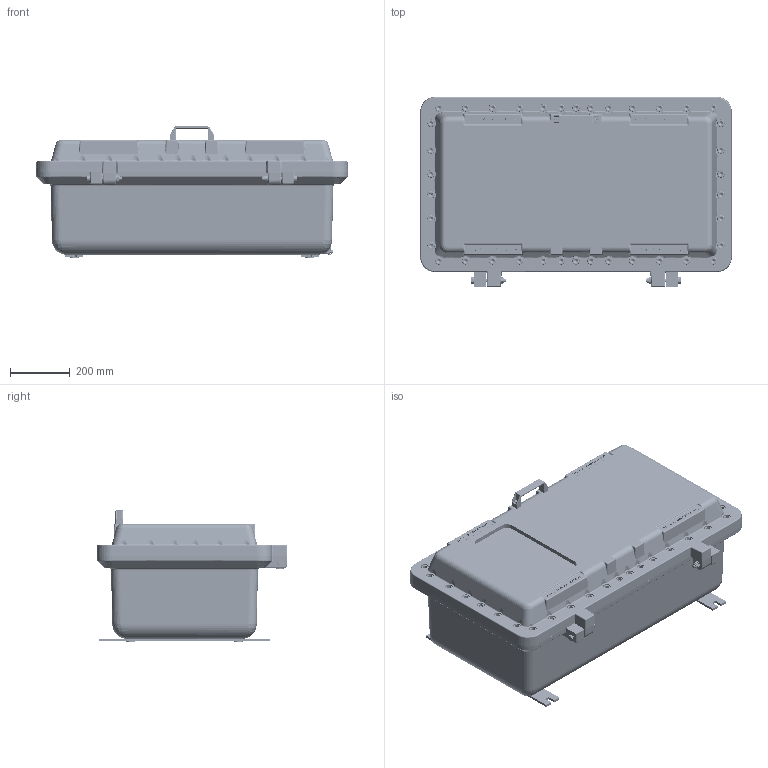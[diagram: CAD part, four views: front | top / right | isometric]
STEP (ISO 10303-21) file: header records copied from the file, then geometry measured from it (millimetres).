
FILE_DESCRIPTION((''),'2;1');
FILE_NAME('ЩОРВ1045839-О1634_М2 (IP67).stp','2020-12-15T09:37:39',('V.V.Lyapin'),(''),'Autodesk Inventor 2012','Autodesk Inventor 2012','');
FILE_SCHEMA(('AUTOMOTIVE_DESIGN { 1 0 10303 214 1 1 1 1 }'));
Length unit declared in the file: millimetre
Products named in the file (20): ЩОРВ1045839-О1634_М2 (IP67); E0021-01(ЧО;RAL;МО); E0021-03(ЧО;RAL;МО)окно 1634( IP67); РУЧКА M.443 N-CH; DIN933 M6x8 A2 ground; A0260-24; A0023-63; DIN 125-1 A A 13; DIN 7991 - заменено на DIN EN ISO 10642 M16  x  30; DIN 912 - заменено на DIN EN ISO 4762 M8 x 20; DIN 912 - заменено на DIN EN ISO 4762 M16 x 60; DIN 933 - заменено на DIN EN 24017 M12  x 110; DIN 985 - заменено на DIN EN ISO 10511 M12; Уплот ЩОРВ1045838; DIN 127 - удалено A 6; DIN 125-1 A A 6,4; A0199-33; A0199-05; DIN 933 - заменено на DIN EN 24017 M6  x 12; Silicon N арт. wcnЩОРВ1045839-О1634 10 мм
Assembly tree (80 placements, depth 2):
  ЩОРВ1045839-О1634_М2 (IP67)
    E0021-01(ЧО;RAL;МО)
    E0021-03(ЧО;RAL;МО)окно 1634( IP67)
    РУЧКА M.443 N-CH
    DIN933 M6x8 A2 ground  x3
    A0260-24  x3
    A0023-63  x2
    DIN 125-1 A A 13  x4
    DIN 7991 - заменено на DIN EN ISO 10642 M16  x  30  x4
    DIN 912 - заменено на DIN EN ISO 4762 M8 x 20  x2
    DIN 912 - заменено на DIN EN ISO 4762 M16 x 60  x38
    DIN 933 - заменено на DIN EN 24017 M12  x 110  x2
    DIN 985 - заменено на DIN EN ISO 10511 M12  x2
    Уплот ЩОРВ1045838
    DIN 127 - удалено A 6  x3
    DIN 125-1 A A 6,4  x3
    A0199-33
    A0199-05  x4
    DIN 933 - заменено на DIN EN 24017 M6  x 12  x4
    Silicon N арт. wcnЩОРВ1045839-О1634 10 мм
Bounding box: 1045.15 x 638.27 x 439.34 mm (x, y, z)
Volume: 54615137.7 mm3; surface area: 5018935 mm2
Topology: 92 solids, 92 shells, 5425 faces, 13494 edges, 8323 vertices
Faces by surface type: plane 1838, bspline 1640, cylinder 1421, cone 273, torus 171, sphere 82
Full cylindrical faces by diameter (mm): 3 x4, 4.9 x9, 4.917 x5, 5.459 x4, 6 x7, 6.4 x3, 6.5 x4, 6.647 x2, 7.9 x3, 8 x2, 8.5 x2, 8.7 x4, 10.106 x2, 11.053 x2, 12 x9, 13 x6, 13.5 x2, 13.8 x42, 16 x42, 17 x42, 17.2 x2, 17.4 x2, 24 x42, 26 x38, 29.01 x4
Entity records: 198526 total; most frequent: CARTESIAN_POINT 96883, ORIENTED_EDGE 21978, DIRECTION 17678, EDGE_CURVE 10989, VERTEX_POINT 6994, AXIS2_PLACEMENT_3D 6694, EDGE_LOOP 5101, FACE_OUTER_BOUND 4487
